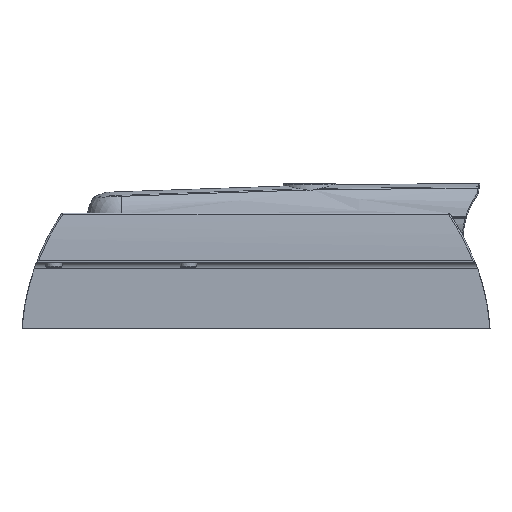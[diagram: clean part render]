
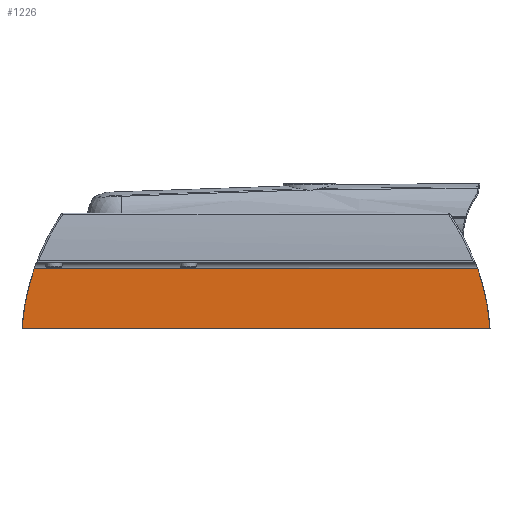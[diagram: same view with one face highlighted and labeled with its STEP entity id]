
A CAD part, left-side view. The second image highlights one B-rep face of the part: STEP entity #1226.
In plain terms, the highlighted planar face has unit normal (-1, 0, 0).
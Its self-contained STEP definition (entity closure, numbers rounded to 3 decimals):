
#1226=ADVANCED_FACE('',(#3450),#3451,.T.);
#3450=FACE_OUTER_BOUND('',#6734,.T.);
#3451=PLANE('',#6735);
#6734=EDGE_LOOP('',(#26832,#26833,#26834,#26835));
#6735=AXIS2_PLACEMENT_3D('',#26836,#26837,#26838);
#26832=ORIENTED_EDGE('',*,*,#35811,.T.);
#26833=ORIENTED_EDGE('',*,*,#35812,.T.);
#26834=ORIENTED_EDGE('',*,*,#35813,.T.);
#26835=ORIENTED_EDGE('',*,*,#35814,.T.);
#26836=CARTESIAN_POINT('',(30.419,87.0,0.0));
#26837=DIRECTION('',(-1.0,0.0,0.0));
#26838=DIRECTION('',(0.0,-1.0,0.0));
#35811=EDGE_CURVE('',#39563,#39564,#39565,.T.);
#35812=EDGE_CURVE('',#39564,#39566,#39567,.T.);
#35813=EDGE_CURVE('',#39566,#39568,#39569,.T.);
#35814=EDGE_CURVE('',#39568,#39563,#39570,.T.);
#39563=VERTEX_POINT('',#44916);
#39564=VERTEX_POINT('',#44917);
#39565=CIRCLE('',#44918,87.9);
#39566=VERTEX_POINT('',#44919);
#39567=LINE('',#44920,#44921);
#39568=VERTEX_POINT('',#44922);
#39569=CIRCLE('',#44923,87.9);
#39570=LINE('',#44924,#44925);
#44916=CARTESIAN_POINT('',(30.419,169.468,22.1));
#44917=CARTESIAN_POINT('',(30.419,174.0,0.0));
#44918=AXIS2_PLACEMENT_3D('',#66172,#66173,#66174);
#44919=CARTESIAN_POINT('',(30.419,0.0,0.0));
#44920=CARTESIAN_POINT('',(30.419,87.0,0.0));
#44921=VECTOR('',#66175,1000.0);
#44922=CARTESIAN_POINT('',(30.419,4.532,22.1));
#44923=AXIS2_PLACEMENT_3D('',#66176,#66177,#66178);
#44924=CARTESIAN_POINT('',(30.419,87.0,22.1));
#44925=VECTOR('',#66179,1000.0);
#66172=CARTESIAN_POINT('',(30.419,86.338,-6.464));
#66173=DIRECTION('',(-1.0,0.0,0.0));
#66174=DIRECTION('',(0.0,-1.0,0.0));
#66175=DIRECTION('',(0.0,-1.0,0.0));
#66176=CARTESIAN_POINT('',(30.419,87.662,-6.464));
#66177=DIRECTION('',(-1.0,0.0,0.0));
#66178=DIRECTION('',(0.0,-1.0,0.0));
#66179=DIRECTION('',(0.0,1.0,0.0));
